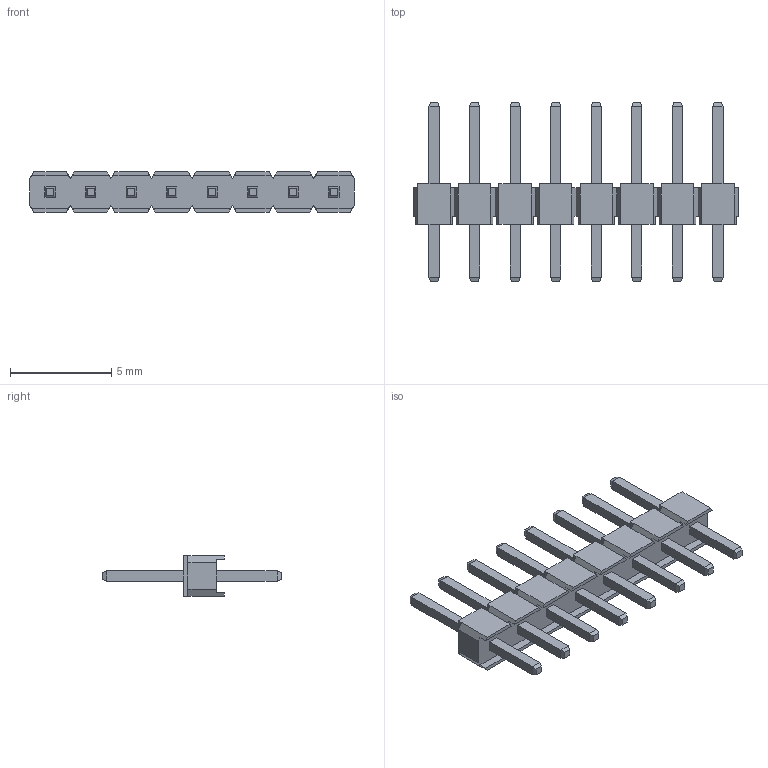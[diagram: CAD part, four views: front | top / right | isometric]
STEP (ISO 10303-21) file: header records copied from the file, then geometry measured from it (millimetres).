
FILE_DESCRIPTION (( 'STEP AP214' ), '1' );
FILE_NAME ('PLS2-8.STEP', '2011-05-17T11:13:13', ( 'vpeshkov' ), ( 'licard' ), 'SwSTEP 2.0', 'SolidWorks 2009', '' );
FILE_SCHEMA (( 'AUTOMOTIVE_DESIGN' ));
Length unit declared in the file: millimetre
Products named in the file (1): PLS2-8
Bounding box: 16 x 8.8 x 2 mm (x, y, z)
Volume: 64.4 mm3; surface area: 267.7 mm2
Topology: 1 solids, 1 shells, 260 faces, 630 edges, 388 vertices
Faces by surface type: plane 260
Entity records: 8924 total; most frequent: CARTESIAN_POINT 1279, ORIENTED_EDGE 1260, DIRECTION 1152, EDGE_CURVE 630, LINE 630, VECTOR 630, VERTEX_POINT 388, EDGE_LOOP 276
